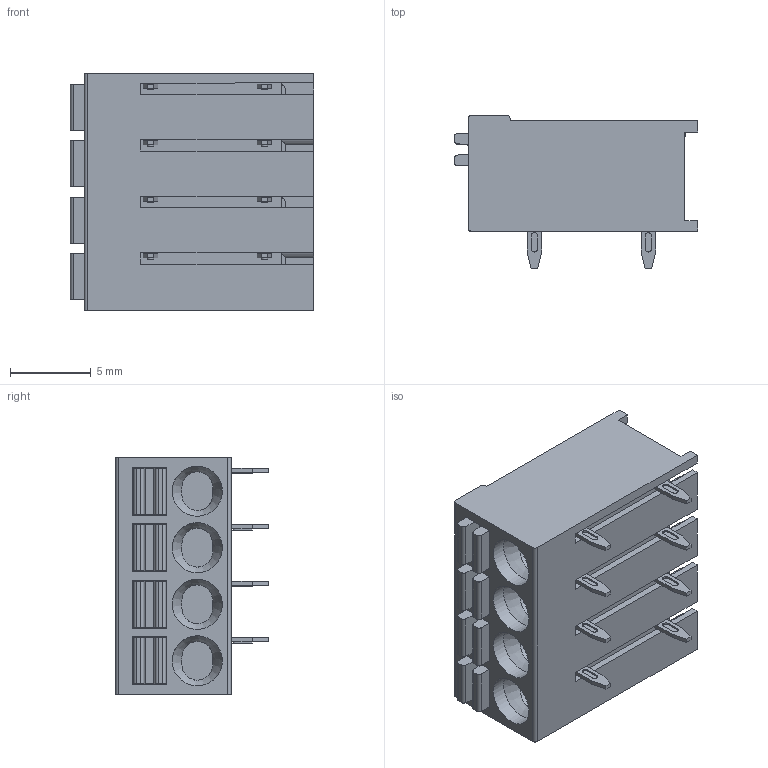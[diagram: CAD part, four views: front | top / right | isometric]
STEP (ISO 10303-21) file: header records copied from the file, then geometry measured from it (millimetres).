
FILE_DESCRIPTION(('STEP AP214'),'1');
FILE_NAME('MPM104-3.5-H.stp','2022-08-29T08:25:49',(' '),(' '),'Spatial InterOp 3D',' ',' ');
FILE_SCHEMA(('AUTOMOTIVE_DESIGN { 1 0 10303 214 1 1 1 1 }'));
Length unit declared in the file: metre
Products named in the file (1): 1661762152
Bounding box: 15.05 x 9.45 x 14.7 mm (x, y, z)
Volume: 1203.1 mm3; surface area: 1525.6 mm2
Topology: 1 solids, 1 shells, 632 faces, 1739 edges, 1130 vertices
Faces by surface type: plane 534, cylinder 94, cone 4
Full cylindrical faces by diameter (mm): 3.1 x4
Entity records: 24916 total; most frequent: CARTESIAN_POINT 3690, ORIENTED_EDGE 3446, DIRECTION 3153, EDGE_CURVE 1723, LINE 1527, VECTOR 1527, VERTEX_POINT 1122, AXIS2_PLACEMENT_3D 813
